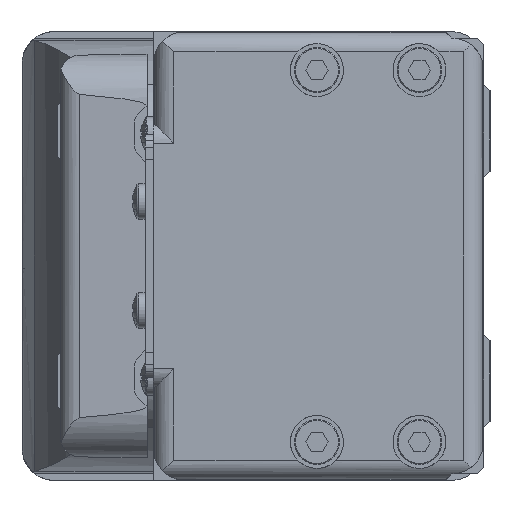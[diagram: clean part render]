
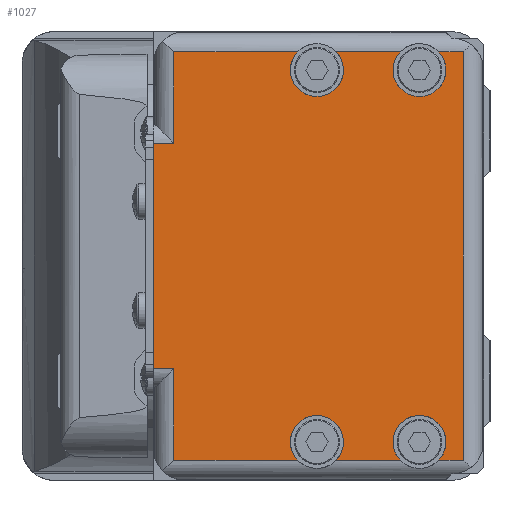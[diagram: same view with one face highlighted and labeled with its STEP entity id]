
A CAD part, left-side view. The second image highlights one B-rep face of the part: STEP entity #1027.
In plain terms, the highlighted planar face has unit normal (-1, 0, 0).
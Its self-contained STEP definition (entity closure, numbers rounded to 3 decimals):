
#1027 = ADVANCED_FACE( '', ( #2636 ), #2637, .F. );
#2636 = FACE_OUTER_BOUND( '', #5076, .T. );
#2637 = PLANE( '', #5077 );
#5076 = EDGE_LOOP( '', ( #8058, #8059, #8060, #8061, #8062, #8063, #8064, #8065, #8066, #8067, #8068, #8069, #8070, #8071, #8072, #8073 ) );
#5077 = AXIS2_PLACEMENT_3D( '', #8074, #8075, #8076 );
#8058 = ORIENTED_EDGE( '', *, *, #13431, .T. );
#8059 = ORIENTED_EDGE( '', *, *, #13432, .F. );
#8060 = ORIENTED_EDGE( '', *, *, #13433, .T. );
#8061 = ORIENTED_EDGE( '', *, *, #13434, .F. );
#8062 = ORIENTED_EDGE( '', *, *, #13435, .F. );
#8063 = ORIENTED_EDGE( '', *, *, #13436, .F. );
#8064 = ORIENTED_EDGE( '', *, *, #13437, .F. );
#8065 = ORIENTED_EDGE( '', *, *, #13438, .T. );
#8066 = ORIENTED_EDGE( '', *, *, #13439, .F. );
#8067 = ORIENTED_EDGE( '', *, *, #13440, .T. );
#8068 = ORIENTED_EDGE( '', *, *, #13441, .T. );
#8069 = ORIENTED_EDGE( '', *, *, #13442, .F. );
#8070 = ORIENTED_EDGE( '', *, *, #13273, .F. );
#8071 = ORIENTED_EDGE( '', *, *, #13443, .T. );
#8072 = ORIENTED_EDGE( '', *, *, #13444, .T. );
#8073 = ORIENTED_EDGE( '', *, *, #13445, .T. );
#8074 = CARTESIAN_POINT( '', ( -947., 48.342, 35. ) );
#8075 = DIRECTION( '', ( 1., 0., 0. ) );
#8076 = DIRECTION( '', ( 0., 0., -1. ) );
#13273 = EDGE_CURVE( '', #15757, #15760, #15761, .T. );
#13431 = EDGE_CURVE( '', #16019, #16020, #16021, .T. );
#13432 = EDGE_CURVE( '', #16022, #16020, #16023, .F. );
#13433 = EDGE_CURVE( '', #16022, #16024, #16025, .T. );
#13434 = EDGE_CURVE( '', #16026, #16024, #16027, .T. );
#13435 = EDGE_CURVE( '', #16028, #16026, #16029, .T. );
#13436 = EDGE_CURVE( '', #16030, #16028, #16031, .F. );
#13437 = EDGE_CURVE( '', #16032, #16030, #16033, .T. );
#13438 = EDGE_CURVE( '', #16032, #16034, #16035, .T. );
#13439 = EDGE_CURVE( '', #16036, #16034, #16037, .T. );
#13440 = EDGE_CURVE( '', #16036, #16038, #16039, .T. );
#13441 = EDGE_CURVE( '', #16038, #16040, #16041, .T. );
#13442 = EDGE_CURVE( '', #15760, #16040, #16042, .T. );
#13443 = EDGE_CURVE( '', #15757, #16043, #16044, .T. );
#13444 = EDGE_CURVE( '', #16043, #16045, #16046, .T. );
#13445 = EDGE_CURVE( '', #16045, #16019, #16047, .T. );
#15757 = VERTEX_POINT( '', #19251 );
#15760 = VERTEX_POINT( '', #19254 );
#15761 = LINE( '', #19255, #19256 );
#16019 = VERTEX_POINT( '', #19597 );
#16020 = VERTEX_POINT( '', #19598 );
#16021 = LINE( '', #19599, #19600 );
#16022 = VERTEX_POINT( '', #19601 );
#16023 = CIRCLE( '', #19602, 4.135 );
#16024 = VERTEX_POINT( '', #19603 );
#16025 = LINE( '', #19604, #19605 );
#16026 = VERTEX_POINT( '', #19606 );
#16027 = LINE( '', #19607, #19608 );
#16028 = VERTEX_POINT( '', #19609 );
#16029 = LINE( '', #19610, #19611 );
#16030 = VERTEX_POINT( '', #19612 );
#16031 = CIRCLE( '', #19613, 4.135 );
#16032 = VERTEX_POINT( '', #19614 );
#16033 = LINE( '', #19615, #19616 );
#16034 = VERTEX_POINT( '', #19617 );
#16035 = CIRCLE( '', #19618, 4.135 );
#16036 = VERTEX_POINT( '', #19619 );
#16037 = LINE( '', #19620, #19621 );
#16038 = VERTEX_POINT( '', #19622 );
#16039 = LINE( '', #19623, #19624 );
#16040 = VERTEX_POINT( '', #19625 );
#16041 = LINE( '', #19626, #19627 );
#16042 = LINE( '', #19628, #19629 );
#16043 = VERTEX_POINT( '', #19630 );
#16044 = LINE( '', #19631, #19632 );
#16045 = VERTEX_POINT( '', #19633 );
#16046 = LINE( '', #19634, #19635 );
#16047 = CIRCLE( '', #19636, 4.135 );
#19251 = CARTESIAN_POINT( '', ( -947., 48.342, -17.592 ) );
#19254 = CARTESIAN_POINT( '', ( -947., 51.5, -17.592 ) );
#19255 = CARTESIAN_POINT( '', ( -947., 41.5, -17.592 ) );
#19256 = VECTOR( '', #23600, 1000. );
#19597 = CARTESIAN_POINT( '', ( -947., 22.996, -31.842 ) );
#19598 = CARTESIAN_POINT( '', ( -947., 13.004, -31.842 ) );
#19599 = CARTESIAN_POINT( '', ( -947., 55., -31.842 ) );
#19600 = VECTOR( '', #23795, 1000. );
#19601 = CARTESIAN_POINT( '', ( -947., 6.996, -31.842 ) );
#19602 = AXIS2_PLACEMENT_3D( '', #23796, #23797, #23798 );
#19603 = CARTESIAN_POINT( '', ( -947., 3.158, -31.842 ) );
#19604 = CARTESIAN_POINT( '', ( -947., 55., -31.842 ) );
#19605 = VECTOR( '', #23799, 1000. );
#19606 = CARTESIAN_POINT( '', ( -947., 3.158, 31.842 ) );
#19607 = CARTESIAN_POINT( '', ( -947., 3.158, 35. ) );
#19608 = VECTOR( '', #23800, 1000. );
#19609 = CARTESIAN_POINT( '', ( -947., 6.996, 31.842 ) );
#19610 = CARTESIAN_POINT( '', ( -947., 55., 31.842 ) );
#19611 = VECTOR( '', #23801, 1000. );
#19612 = CARTESIAN_POINT( '', ( -947., 13.004, 31.842 ) );
#19613 = AXIS2_PLACEMENT_3D( '', #23802, #23803, #23804 );
#19614 = CARTESIAN_POINT( '', ( -947., 22.996, 31.842 ) );
#19615 = CARTESIAN_POINT( '', ( -947., 55., 31.842 ) );
#19616 = VECTOR( '', #23805, 1000. );
#19617 = CARTESIAN_POINT( '', ( -947., 29.004, 31.842 ) );
#19618 = AXIS2_PLACEMENT_3D( '', #23806, #23807, #23808 );
#19619 = CARTESIAN_POINT( '', ( -947., 48.342, 31.842 ) );
#19620 = CARTESIAN_POINT( '', ( -947., 55., 31.842 ) );
#19621 = VECTOR( '', #23809, 1000. );
#19622 = CARTESIAN_POINT( '', ( -947., 48.342, 17.592 ) );
#19623 = CARTESIAN_POINT( '', ( -947., 48.342, 35. ) );
#19624 = VECTOR( '', #23810, 1000. );
#19625 = CARTESIAN_POINT( '', ( -947., 51.5, 17.592 ) );
#19626 = CARTESIAN_POINT( '', ( -947., 41.5, 17.592 ) );
#19627 = VECTOR( '', #23811, 1000. );
#19628 = CARTESIAN_POINT( '', ( -947., 51.5, -17.592 ) );
#19629 = VECTOR( '', #23812, 1000. );
#19630 = CARTESIAN_POINT( '', ( -947., 48.342, -31.842 ) );
#19631 = CARTESIAN_POINT( '', ( -947., 48.342, 35. ) );
#19632 = VECTOR( '', #23813, 1000. );
#19633 = CARTESIAN_POINT( '', ( -947., 29.004, -31.842 ) );
#19634 = CARTESIAN_POINT( '', ( -947., 55., -31.842 ) );
#19635 = VECTOR( '', #23814, 1000. );
#19636 = AXIS2_PLACEMENT_3D( '', #23815, #23816, #23817 );
#23600 = DIRECTION( '', ( 0., 1., 0. ) );
#23795 = DIRECTION( '', ( 0., -1., 0. ) );
#23796 = CARTESIAN_POINT( '', ( -947., 10., -29. ) );
#23797 = DIRECTION( '', ( 1., 0., 0. ) );
#23798 = DIRECTION( '', ( 0., 0., -1. ) );
#23799 = DIRECTION( '', ( 0., -1., 0. ) );
#23800 = DIRECTION( '', ( 0., 0., -1. ) );
#23801 = DIRECTION( '', ( 0., -1., 0. ) );
#23802 = CARTESIAN_POINT( '', ( -947., 10., 29. ) );
#23803 = DIRECTION( '', ( 1., 0., 0. ) );
#23804 = DIRECTION( '', ( 0., 0., -1. ) );
#23805 = DIRECTION( '', ( 0., -1., 0. ) );
#23806 = CARTESIAN_POINT( '', ( -947., 26., 29. ) );
#23807 = DIRECTION( '', ( 1., 0., 0. ) );
#23808 = DIRECTION( '', ( 0., 0., -1. ) );
#23809 = DIRECTION( '', ( 0., -1., 0. ) );
#23810 = DIRECTION( '', ( 0., 0., -1. ) );
#23811 = DIRECTION( '', ( 0., 1., 0. ) );
#23812 = DIRECTION( '', ( 0., 0., 1. ) );
#23813 = DIRECTION( '', ( 0., 0., -1. ) );
#23814 = DIRECTION( '', ( 0., -1., 0. ) );
#23815 = CARTESIAN_POINT( '', ( -947., 26., -29. ) );
#23816 = DIRECTION( '', ( 1., 0., 0. ) );
#23817 = DIRECTION( '', ( 0., 0., -1. ) );
